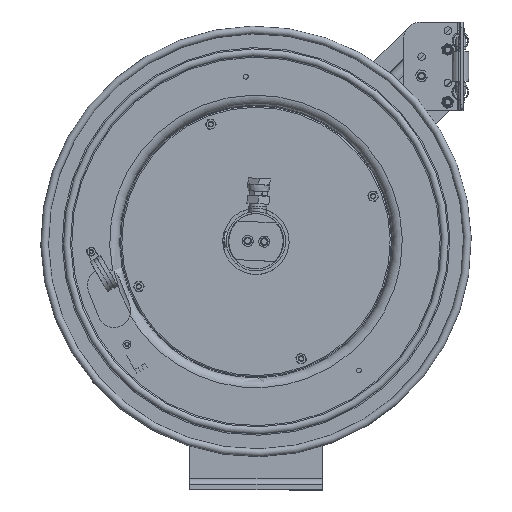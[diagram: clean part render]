
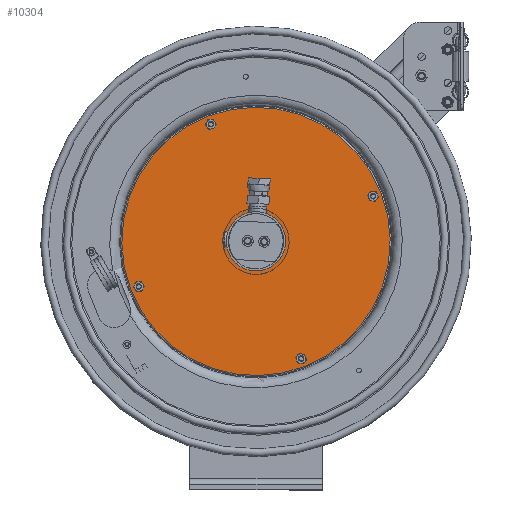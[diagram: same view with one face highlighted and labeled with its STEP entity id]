
A CAD part, top view. The second image highlights one B-rep face of the part: STEP entity #10304.
In plain terms, the highlighted planar face has unit normal (0, 0, 1).
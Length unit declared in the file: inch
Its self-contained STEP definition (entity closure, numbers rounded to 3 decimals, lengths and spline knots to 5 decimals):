
#10209=CARTESIAN_POINT('',(-2.1847,16.92309,5.445));
#10210=VERTEX_POINT('',#10209);
#10211=CARTESIAN_POINT('',(0.,11.25184,5.445));
#10212=DIRECTION('',(0.,0.,-1.0));
#10213=DIRECTION('',(0.359,-0.933,0.));
#10214=AXIS2_PLACEMENT_3D('',#10211,#10212,#10213);
#10215=CIRCLE('',#10214,6.0775);
#10216=EDGE_CURVE('',#10210,#10210,#10215,.T.);
#10241=CARTESIAN_POINT('',(0.,11.25184,5.445));
#10242=DIRECTION('',(0.0,0.0,1.0));
#10243=DIRECTION('',(0.359,-0.933,0.0));
#10244=AXIS2_PLACEMENT_3D('',#10241,#10242,#10243);
#10245=PLANE('',#10244);
#10246=ORIENTED_EDGE('',*,*,#10216,.F.);
#10247=EDGE_LOOP('',(#10246));
#10248=FACE_OUTER_BOUND('',#10247,.T.);
#10249=CARTESIAN_POINT('',(-5.25699,9.07669,5.445));
#10250=VERTEX_POINT('',#10249);
#10251=CARTESIAN_POINT('',(-5.30732,9.20733,5.445));
#10252=DIRECTION('',(0.,0.,-1.0));
#10253=DIRECTION('',(0.359,-0.933,0.));
#10254=AXIS2_PLACEMENT_3D('',#10251,#10252,#10253);
#10255=CIRCLE('',#10254,0.14);
#10256=EDGE_CURVE('',#10250,#10250,#10255,.T.);
#10257=ORIENTED_EDGE('',*,*,#10256,.T.);
#10258=EDGE_LOOP('',(#10257));
#10259=FACE_BOUND('',#10258,.T.);
#10260=CARTESIAN_POINT('',(5.35765,13.1657,5.445));
#10261=VERTEX_POINT('',#10260);
#10262=CARTESIAN_POINT('',(5.30732,13.29635,5.445));
#10263=DIRECTION('',(0.,0.,-1.0));
#10264=DIRECTION('',(0.359,-0.933,0.));
#10265=AXIS2_PLACEMENT_3D('',#10262,#10263,#10264);
#10266=CIRCLE('',#10265,0.14);
#10267=EDGE_CURVE('',#10261,#10261,#10266,.T.);
#10268=ORIENTED_EDGE('',*,*,#10267,.T.);
#10269=EDGE_LOOP('',(#10268));
#10270=FACE_BOUND('',#10269,.T.);
#10271=CARTESIAN_POINT('',(-1.99418,16.42852,5.445));
#10272=VERTEX_POINT('',#10271);
#10273=CARTESIAN_POINT('',(-2.04451,16.55916,5.445));
#10274=DIRECTION('',(0.,0.,-1.0));
#10275=DIRECTION('',(0.359,-0.933,0.));
#10276=AXIS2_PLACEMENT_3D('',#10273,#10274,#10275);
#10277=CIRCLE('',#10276,0.14);
#10278=EDGE_CURVE('',#10272,#10272,#10277,.T.);
#10279=ORIENTED_EDGE('',*,*,#10278,.T.);
#10280=EDGE_LOOP('',(#10279));
#10281=FACE_BOUND('',#10280,.T.);
#10282=CARTESIAN_POINT('',(2.09483,5.81388,5.445));
#10283=VERTEX_POINT('',#10282);
#10284=CARTESIAN_POINT('',(2.04451,5.94452,5.445));
#10285=DIRECTION('',(0.,0.,-1.0));
#10286=DIRECTION('',(0.359,-0.933,0.));
#10287=AXIS2_PLACEMENT_3D('',#10284,#10285,#10286);
#10288=CIRCLE('',#10287,0.14);
#10289=EDGE_CURVE('',#10283,#10283,#10288,.T.);
#10290=ORIENTED_EDGE('',*,*,#10289,.T.);
#10291=EDGE_LOOP('',(#10290));
#10292=FACE_BOUND('',#10291,.T.);
#10293=CARTESIAN_POINT('',(0.23546,10.64062,5.445));
#10294=VERTEX_POINT('',#10293);
#10295=CARTESIAN_POINT('',(0.,11.25184,5.445));
#10296=DIRECTION('',(0.,0.,-1.0));
#10297=DIRECTION('',(-0.359,0.933,0.));
#10298=AXIS2_PLACEMENT_3D('',#10295,#10296,#10297);
#10299=CIRCLE('',#10298,0.655);
#10300=EDGE_CURVE('',#10294,#10294,#10299,.T.);
#10301=ORIENTED_EDGE('',*,*,#10300,.T.);
#10302=EDGE_LOOP('',(#10301));
#10303=FACE_BOUND('',#10302,.T.);
#10304=ADVANCED_FACE('',(#10248,#10259,#10270,#10281,#10292,#10303),#10245,.T.);
